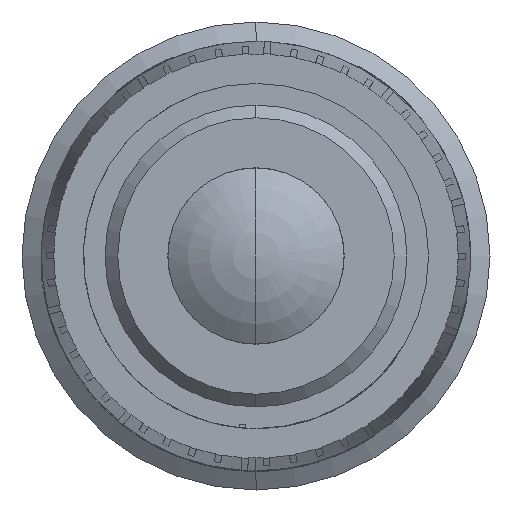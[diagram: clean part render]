
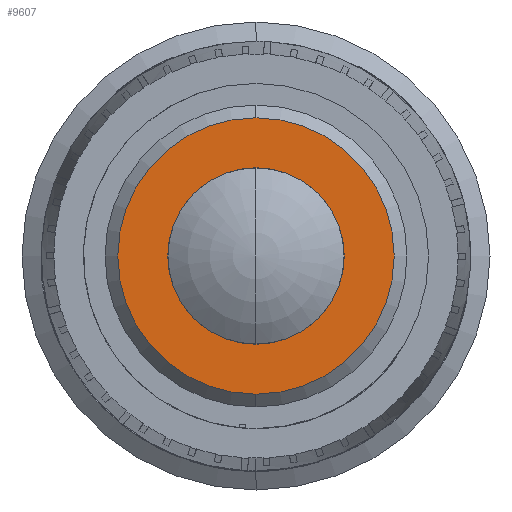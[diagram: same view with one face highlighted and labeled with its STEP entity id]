
A CAD part, left-side view. The second image highlights one B-rep face of the part: STEP entity #9607.
In plain terms, the highlighted planar face has unit normal (-1, 0, 0).
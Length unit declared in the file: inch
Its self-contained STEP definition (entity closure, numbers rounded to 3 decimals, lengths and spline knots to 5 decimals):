
#3441 = CARTESIAN_POINT ( 'NONE',  ( 0.35, 0., 0. ) ) ;
#3444 = AXIS2_PLACEMENT_3D ( 'NONE', #3441, #3450, #3480 ) ;
#3447 = CIRCLE ( 'NONE', #3444, 0.10811 ) ;
#3450 = DIRECTION ( 'NONE',  ( -1., 0., 0. ) ) ;
#3480 = DIRECTION ( 'NONE',  ( 0., 0., 1. ) ) ;
#4006 = CARTESIAN_POINT ( 'NONE',  ( 0.35, 0., 0.10811 ) ) ;
#4024 = CARTESIAN_POINT ( 'NONE',  ( 0.35, 0., -0.069 ) ) ;
#4043 = DIRECTION ( 'NONE',  ( 0., 0., 1. ) ) ;
#4044 = DIRECTION ( 'NONE',  ( -1., 0., 0. ) ) ;
#4045 = CARTESIAN_POINT ( 'NONE',  ( 0.35, 0., 0. ) ) ;
#4054 = CARTESIAN_POINT ( 'NONE',  ( 0.35, 0., -0.10811 ) ) ;
#4061 = CIRCLE ( 'NONE', #4064, 0.069 ) ;
#4064 = AXIS2_PLACEMENT_3D ( 'NONE', #4045, #4044, #4043 ) ;
#4104 = CARTESIAN_POINT ( 'NONE',  ( 0.35, 0., 0.069 ) ) ;
#8249 = FACE_BOUND ( 'NONE', #9563, .T. ) ;
#8250 = FACE_OUTER_BOUND ( 'NONE', #9605, .T. ) ;
#8269 = PLANE ( 'NONE',  #8280 ) ;
#8273 = DIRECTION ( 'NONE',  ( -1., 0., 0. ) ) ;
#8274 = CARTESIAN_POINT ( 'NONE',  ( 0.35, 0., 0. ) ) ;
#8280 = AXIS2_PLACEMENT_3D ( 'NONE', #8274, #8273, #8289 ) ;
#8289 = DIRECTION ( 'NONE',  ( 0., 0., 1. ) ) ;
#9502 = ORIENTED_EDGE ( 'NONE', *, *, #9562, .F. ) ;
#9511 = ORIENTED_EDGE ( 'NONE', *, *, #10083, .F. ) ;
#9513 = ORIENTED_EDGE ( 'NONE', *, *, #9984, .T. ) ;
#9515 = EDGE_CURVE ( 'NONE', #10074, #10113, #21185, .T. ) ;
#9562 = EDGE_CURVE ( 'NONE', #10069, #10111, #22506, .T. ) ;
#9563 = EDGE_LOOP ( 'NONE', ( #9511, #9502 ) ) ;
#9605 = EDGE_LOOP ( 'NONE', ( #9606, #9513 ) ) ;
#9606 = ORIENTED_EDGE ( 'NONE', *, *, #9515, .T. ) ;
#9607 = ADVANCED_FACE ( 'NONE', ( #8250, #8249 ), #8269, .T. ) ;
#9984 = EDGE_CURVE ( 'NONE', #10113, #10074, #3447, .T. ) ;
#10069 = VERTEX_POINT ( 'NONE', #4024 ) ;
#10074 = VERTEX_POINT ( 'NONE', #4054 ) ;
#10083 = EDGE_CURVE ( 'NONE', #10111, #10069, #4061, .T. ) ;
#10111 = VERTEX_POINT ( 'NONE', #4104 ) ;
#10113 = VERTEX_POINT ( 'NONE', #4006 ) ;
#21179 = DIRECTION ( 'NONE',  ( 0., 0., 1. ) ) ;
#21181 = DIRECTION ( 'NONE',  ( -1., 0., 0. ) ) ;
#21183 = CARTESIAN_POINT ( 'NONE',  ( 0.35, 0., 0. ) ) ;
#21185 = CIRCLE ( 'NONE', #21277, 0.10811 ) ;
#21277 = AXIS2_PLACEMENT_3D ( 'NONE', #21183, #21181, #21179 ) ;
#22506 = CIRCLE ( 'NONE', #22585, 0.069 ) ;
#22581 = DIRECTION ( 'NONE',  ( 0., 0., 1. ) ) ;
#22582 = DIRECTION ( 'NONE',  ( -1., 0., 0. ) ) ;
#22583 = CARTESIAN_POINT ( 'NONE',  ( 0.35, 0., 0. ) ) ;
#22585 = AXIS2_PLACEMENT_3D ( 'NONE', #22583, #22582, #22581 ) ;
